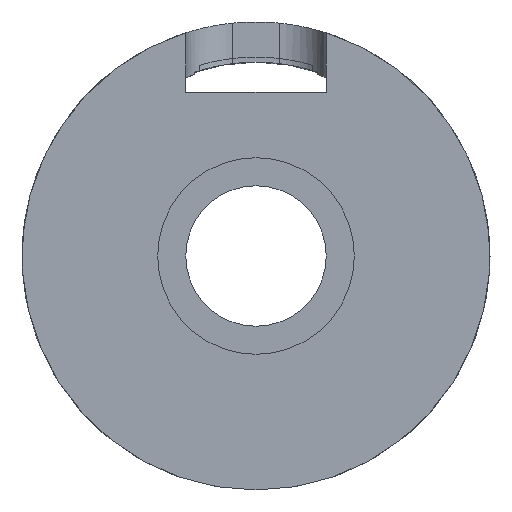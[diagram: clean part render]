
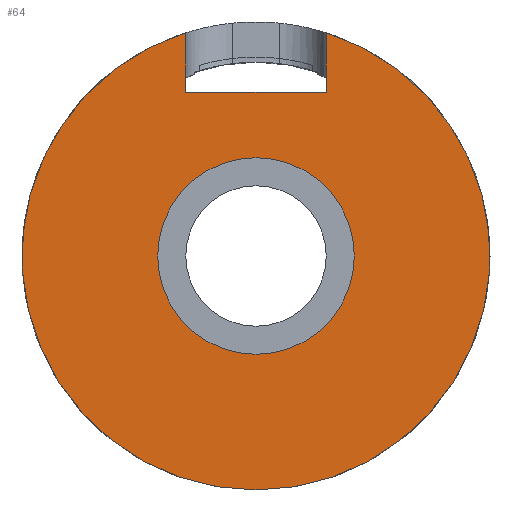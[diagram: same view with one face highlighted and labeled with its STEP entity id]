
A CAD part, front view. The second image highlights one B-rep face of the part: STEP entity #64.
In plain terms, the highlighted planar face has unit normal (0, -1, 0).
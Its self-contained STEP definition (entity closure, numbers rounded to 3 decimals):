
#43=PLANE('',#1221);
#64=ADVANCED_FACE('',(#176,#123),#43,.T.);
#123=FACE_OUTER_BOUND('',#205,.F.);
#176=FACE_BOUND('',#204,.F.);
#204=EDGE_LOOP('',(#338,#339));
#205=EDGE_LOOP('',(#340,#341,#342,#343,#344));
#338=ORIENTED_EDGE('',*,*,#895,.T.);
#339=ORIENTED_EDGE('',*,*,#883,.T.);
#340=ORIENTED_EDGE('',*,*,#870,.F.);
#341=ORIENTED_EDGE('',*,*,#853,.T.);
#342=ORIENTED_EDGE('',*,*,#852,.T.);
#343=ORIENTED_EDGE('',*,*,#851,.T.);
#344=ORIENTED_EDGE('',*,*,#872,.F.);
#665=LINE('',#1827,#722);
#666=LINE('',#1828,#723);
#667=LINE('',#1829,#724);
#722=VECTOR('',#1276,12.697);
#723=VECTOR('',#1277,30.);
#724=VECTOR('',#1278,12.697);
#784=CIRCLE('',#1162,50.);
#786=CIRCLE('',#1164,50.);
#796=CIRCLE('',#1174,21.);
#802=CIRCLE('',#1180,21.);
#851=EDGE_CURVE('',#1103,#1102,#665,.T.);
#852=EDGE_CURVE('',#1101,#1103,#666,.T.);
#853=EDGE_CURVE('',#1100,#1101,#667,.T.);
#870=EDGE_CURVE('',#1100,#1087,#784,.T.);
#872=EDGE_CURVE('',#1087,#1102,#786,.T.);
#883=EDGE_CURVE('',#1073,#1072,#796,.T.);
#895=EDGE_CURVE('',#1072,#1073,#802,.T.);
#1072=VERTEX_POINT('',#1601);
#1073=VERTEX_POINT('',#1602);
#1087=VERTEX_POINT('',#1616);
#1100=VERTEX_POINT('',#1629);
#1101=VERTEX_POINT('',#1630);
#1102=VERTEX_POINT('',#1631);
#1103=VERTEX_POINT('',#1632);
#1162=AXIS2_PLACEMENT_3D('',#1880,#1294,#1295);
#1164=AXIS2_PLACEMENT_3D('',#1882,#1298,#1299);
#1174=AXIS2_PLACEMENT_3D('',#1893,#1319,#1320);
#1180=AXIS2_PLACEMENT_3D('',#1905,#1337,#1338);
#1221=AXIS2_PLACEMENT_3D('',#2160,#1457,#1458);
#1276=DIRECTION('',(0.,0.,1.));
#1277=DIRECTION('',(1.,0.,0.));
#1278=DIRECTION('',(0.,0.,-1.));
#1294=DIRECTION('',(0.,-1.,0.));
#1295=DIRECTION('',(-0.3,0.,0.954));
#1298=DIRECTION('',(0.,-1.,0.));
#1299=DIRECTION('',(0.,0.,-1.));
#1319=DIRECTION('',(0.,-1.,0.));
#1320=DIRECTION('',(0.,0.,-1.));
#1337=DIRECTION('',(0.,-1.,0.));
#1338=DIRECTION('',(0.,0.,1.));
#1457=DIRECTION('',(0.,-1.,0.));
#1458=DIRECTION('',(-1.,0.,0.));
#1601=CARTESIAN_POINT('',(29.,-43.301,-59.));
#1602=CARTESIAN_POINT('',(29.,-43.301,-101.));
#1616=CARTESIAN_POINT('',(29.,-43.301,-130.));
#1629=CARTESIAN_POINT('',(14.,-43.301,-32.303));
#1630=CARTESIAN_POINT('',(14.,-43.301,-45.));
#1631=CARTESIAN_POINT('',(44.,-43.301,-32.303));
#1632=CARTESIAN_POINT('',(44.,-43.301,-45.));
#1827=CARTESIAN_POINT('',(44.,-43.301,
-45.));
#1828=CARTESIAN_POINT('',(14.,-43.301,-45.));
#1829=CARTESIAN_POINT('',(14.,-43.301,-32.303));
#1880=CARTESIAN_POINT('',(29.,-43.301,-80.));
#1882=CARTESIAN_POINT('',(29.,-43.301,-80.));
#1893=CARTESIAN_POINT('',(29.,-43.301,-80.));
#1905=CARTESIAN_POINT('',(29.,-43.301,-80.));
#2160=CARTESIAN_POINT('',(80.,-43.301,
-29.));
